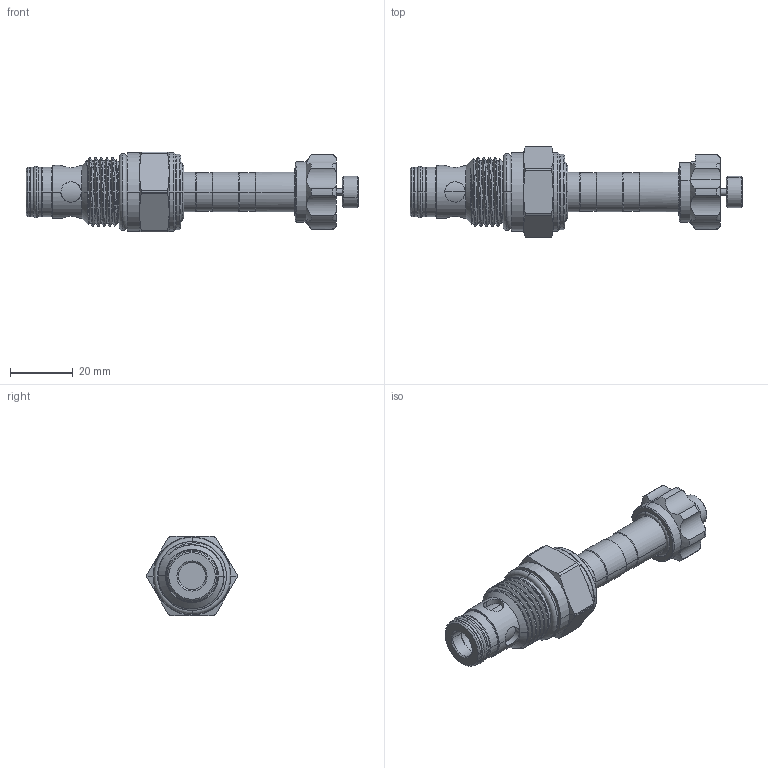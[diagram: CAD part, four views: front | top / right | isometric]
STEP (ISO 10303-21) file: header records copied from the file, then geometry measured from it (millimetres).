
FILE_DESCRIPTION (( 'STEP AP203' ), '1' );
FILE_NAME ('EP10W2A04P05.STEP', '2020-03-31T07:59:29', ( '' ), ( '' ), 'SwSTEP 2.0', 'SolidWorks 2018', '' );
FILE_SCHEMA (( 'CONFIG_CONTROL_DESIGN' ));
Length unit declared in the file: millimetre
Products named in the file (1): EP10W2A04P05
Bounding box: 106.15 x 28.8 x 25.4 mm (x, y, z)
Volume: 26971.6 mm3; surface area: 11047 mm2
Topology: 10 solids, 10 shells, 306 faces, 717 edges, 443 vertices
Faces by surface type: cylinder 151, cone 53, torus 50, plane 44, bspline 8
Entity records: 13061 total; most frequent: CARTESIAN_POINT 6018, DIRECTION 1528, ORIENTED_EDGE 1434, EDGE_CURVE 717, AXIS2_PLACEMENT_3D 652, VERTEX_POINT 443, CIRCLE 353, EDGE_LOOP 336
